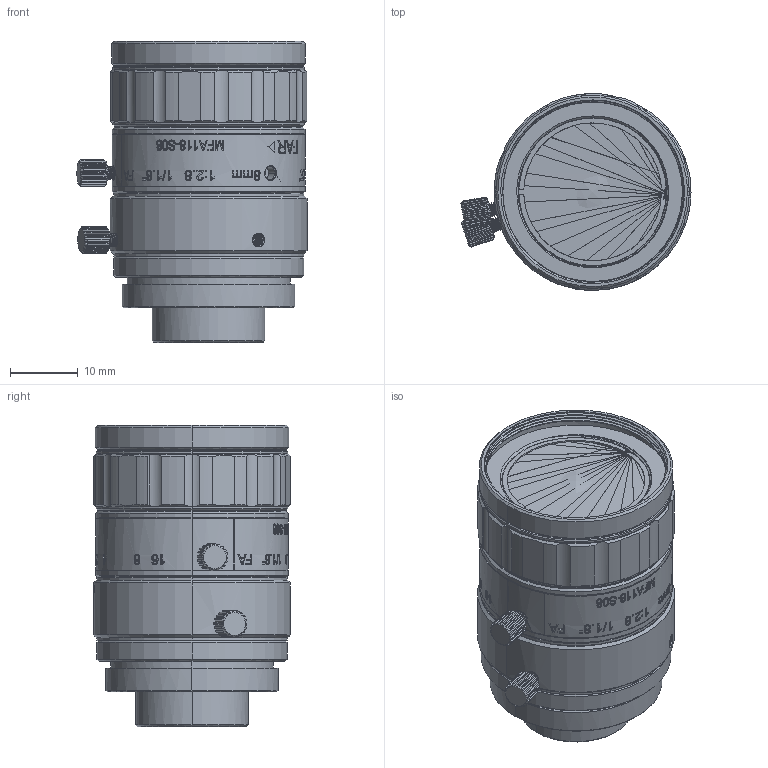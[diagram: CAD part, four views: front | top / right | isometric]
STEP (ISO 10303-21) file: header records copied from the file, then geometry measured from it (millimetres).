
FILE_DESCRIPTION (( 'STEP AP203' ), '1' );
FILE_NAME ('YT60509.STEP', '2020-08-18T06:52:11', ( 'Windows User' ), ( 'P R C' ), 'SwSTEP 2.0', 'SolidWorks 2017', '' );
FILE_SCHEMA (( 'CONFIG_CONTROL_DESIGN' ));
Length unit declared in the file: millimetre
Products named in the file (1): YT60509
Bounding box: 33.9 x 29 x 44.35 mm (x, y, z)
Surface area: 13867 mm2 (no closed solid volume)
Topology: 0 solids, 17 shells, 2918 faces, 8131 edges, 5361 vertices
Faces by surface type: plane 1635, cylinder 537, bspline 536, cone 210
Entity records: 150486 total; most frequent: CARTESIAN_POINT 87100, ORIENTED_EDGE 16244, DIRECTION 8261, EDGE_CURVE 8123, VERTEX_POINT 5363, B_SPLINE_CURVE_WITH_KNOTS 5202, EDGE_LOOP 3073, AXIS2_PLACEMENT_3D 2992
